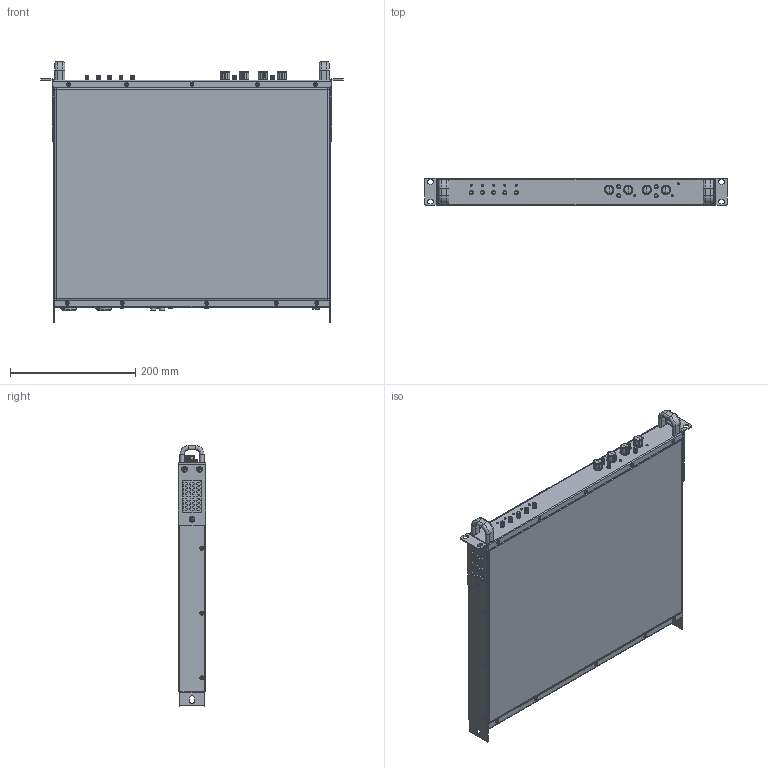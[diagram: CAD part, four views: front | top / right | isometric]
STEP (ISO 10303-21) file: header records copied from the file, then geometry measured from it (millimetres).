
FILE_DESCRIPTION (( 'STEP AP214' ), '1' );
FILE_NAME ('MZ-140D - Full Assembly.STEP', '2023-03-30T11:39:10', ( '' ), ( '' ), 'SwSTEP 2.0', 'SolidWorks 2022', '' );
FILE_SCHEMA (( 'AUTOMOTIVE_DESIGN' ));
Length unit declared in the file: millimetre
Products named in the file (1): MZ-140D - Full Assembly
Bounding box: 482.6 x 43.7 x 416.49 mm (x, y, z)
Volume: 7002642.7 mm3; surface area: 521481.3 mm2
Topology: 1 solids, 20 shells, 6011 faces, 15866 edges, 9981 vertices
Faces by surface type: plane 3152, bspline 1200, cylinder 748, cone 453, torus 384, sphere 74
Entity records: 307843 total; most frequent: CARTESIAN_POINT 149714, ORIENTED_EDGE 31380, DIRECTION 24087, EDGE_CURVE 15690, VERTEX_POINT 9979, AXIS2_PLACEMENT_3D 8352, VECTOR 7383, LINE 7383
